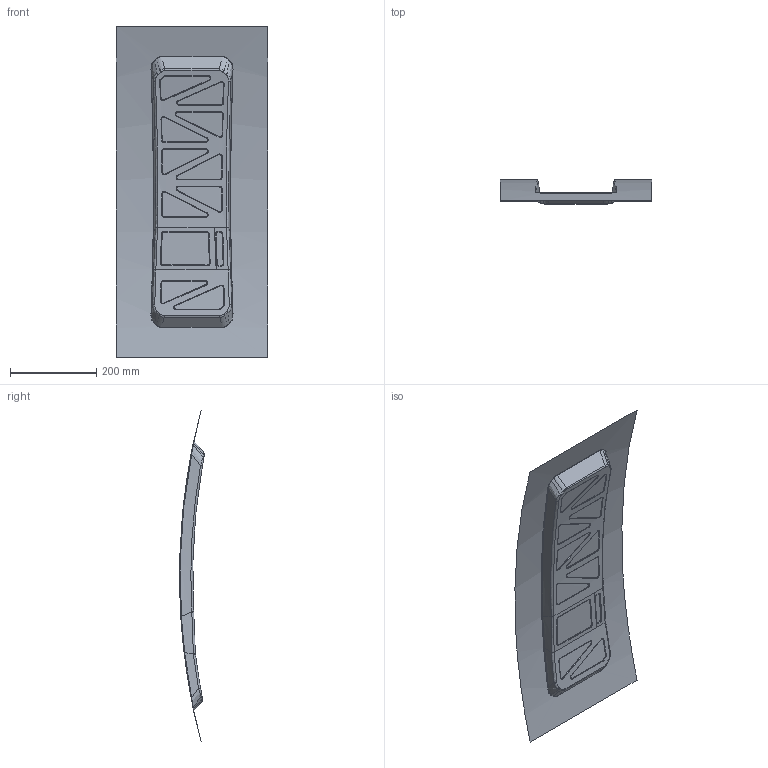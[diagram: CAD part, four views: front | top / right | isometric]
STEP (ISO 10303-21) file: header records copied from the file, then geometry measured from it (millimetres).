
FILE_DESCRIPTION(/* description */ (''),/* implementation_level */ '2;1');
FILE_NAME(/* name */ 'trampaenclosure.step',/* time_stamp */ '2017-12-12T12:59:44+11:00',/* author */ ('lachlan.hurst'),/* organization */ (''),/* preprocessor_version */ 'ST-DEVELOPER v16.13',/* originating_system */ 'Autodesk Translation Framework v6.5.0.72',/* authorisation */ '');
FILE_SCHEMA (('AUTOMOTIVE_DESIGN { 1 0 10303 214 3 1 1 }'));
Length unit declared in the file: millimetre
Products named in the file (2): Trampa board; Enclosure_5
Assembly tree (1 placements, depth 2):
  Trampa board
    Enclosure_5
Bounding box: 350 x 57.55 x 765.59 mm (x, y, z)
Surface area: 302433 mm2 (no closed solid volume)
Topology: 0 solids, 1 shells, 262 faces, 639 edges, 391 vertices
Faces by surface type: bspline 181, cylinder 59, torus 16, plane 6
Entity records: 12807 total; most frequent: CARTESIAN_POINT 7592, ORIENTED_EDGE 1278, DIRECTION 726, EDGE_CURVE 643, VERTEX_POINT 395, B_SPLINE_CURVE_WITH_KNOTS 325, AXIS2_PLACEMENT_3D 324, EDGE_LOOP 275
